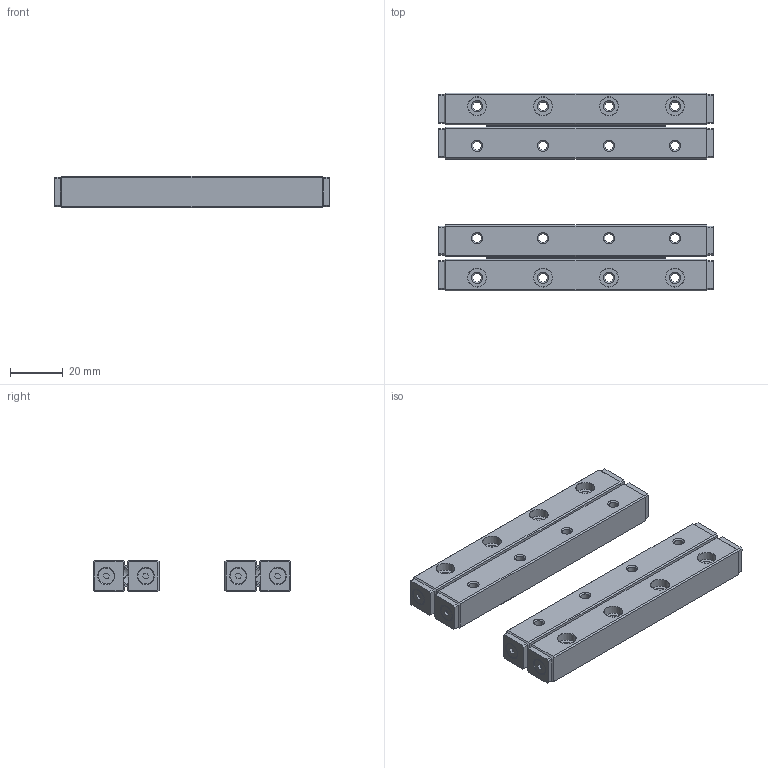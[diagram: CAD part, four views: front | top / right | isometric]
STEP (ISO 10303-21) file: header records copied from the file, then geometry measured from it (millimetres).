
FILE_DESCRIPTION(/* description */ (''),/* implementation_level */ '2;1');
FILE_NAME(/* name */ 'Set RNG-6100x10KRE.stp',/* time_stamp */ '2018-12-17T17:23:31+01:00',/* author */ (''),/* organization */ (''),/* preprocessor_version */ 'ST-DEVELOPER v16.7',/* originating_system */ 'SIEMENS PLM Software NX 12.0',/* authorisation */ '');
FILE_SCHEMA (('AUTOMOTIVE_DESIGN { 1 0 10303 214 3 1 1 1 }'));
Length unit declared in the file: millimetre
Products named in the file (7): 019793_A_5-Roller Ø6x4.4; 027933_A_5-Body Cage R6x10KRE; DIN 7991-M3x8-12.9_A_3-Socket Countersunk Head Screw; 041368_A_1-Endpiece GB-6 RNG; 041343_A_1-Rail RNG-6100; 028306_A_4-Roller Cage R6x10KRE Assy; 052624_A_1-Set RNG-6100x10KRE
Assembly tree (34 placements, depth 3):
  052624_A_1-Set RNG-6100x10KRE
    041343_A_1-Rail RNG-6100  x4
    028306_A_4-Roller Cage R6x10KRE Assy  x2
      027933_A_5-Body Cage R6x10KRE
      019793_A_5-Roller Ø6x4.4
    041368_A_1-Endpiece GB-6 RNG  x8
    DIN 7991-M3x8-12.9_A_3-Socket Countersunk Head Screw  x8
Bounding box: 104 x 75 x 12 mm (x, y, z)
Volume: 53212.6 mm3; surface area: 36155.2 mm2
Topology: 44 solids, 44 shells, 1080 faces, 2784 edges, 1800 vertices
Faces by surface type: plane 552, cylinder 348, cone 180
Full cylindrical faces by diameter (mm): 0.8 x88, 2.26 x8, 3 x8, 3.2 x8, 3.3 x16, 3.5 x8, 4 x20, 6 x28, 7 x16
Entity records: 6973 total; most frequent: DIRECTION 1235, CARTESIAN_POINT 1137, ORIENTED_EDGE 1012, EDGE_CURVE 506, AXIS2_PLACEMENT_3D 469, VERTEX_POINT 371, EDGE_LOOP 355, LINE 297
